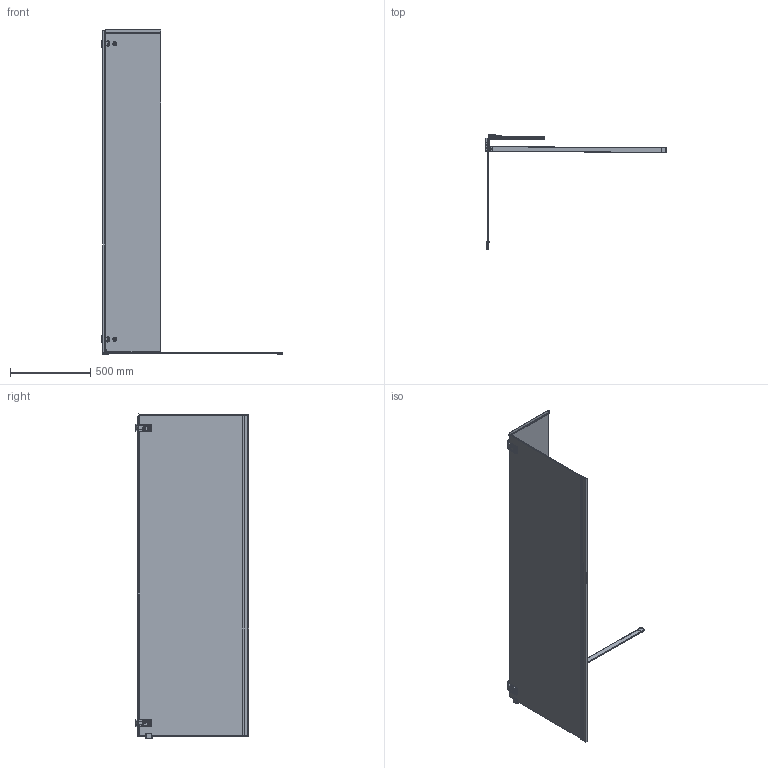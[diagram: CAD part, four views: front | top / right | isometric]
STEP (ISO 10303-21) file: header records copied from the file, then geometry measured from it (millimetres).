
FILE_DESCRIPTION((''),'2;1');
FILE_NAME('RBR1G_ASM','2019-12-12T',('admin'),(''),'PRO/ENGINEER BY PARAMETRIC TECHNOLOGY CORPORATION, 2010280','PRO/ENGINEER BY PARAMETRIC TECHNOLOGY CORPORATION, 2010280','');
FILE_SCHEMA(('CONFIG_CONTROL_DESIGN'));
Length unit declared in the file: millimetre
Products named in the file (25): RA058_1; RA273_1; RA288_4; RA447_2; C4_ASM_2_ASM; C5_ASM_2_ASM; MC288_1; SA292_1; MC288_ASM_1_ASM; RA280A_ASM_3_ASM; RA057A; MC349_1; RA160_1; SW315-10_1; PB257X895_1; CK154_1; CK155_1; DE053_1; DC279_1; DE052_ASM_1_ASM; CK319_1; M5X5_1; CK112_ASM_1_ASM; RBR1GA_ASM; RBR1G_ASM
Assembly tree (31 placements, depth 5):
  RBR1G_ASM
    RBR1GA_ASM
      RA058_1
      RA280A_ASM_3_ASM  x2
        C4_ASM_2_ASM
          RA273_1
          RA288_4
          RA447_2
        C5_ASM_2_ASM
          RA273_1
          RA447_2
        MC288_ASM_1_ASM
          MC288_1
          SA292_1
      RA057A
      MC349_1
      RA160_1
      SW315-10_1  x2
      CK112_ASM_1_ASM
        PB257X895_1
        CK154_1
        CK155_1
        DE052_ASM_1_ASM  x2
          DE053_1
          DC279_1
        CK319_1
        M5X5_1  x2
Bounding box: 1127.41 x 707.36 x 2022.35 mm (x, y, z)
Volume: 16823341.2 mm3; surface area: 4983121.9 mm2
Topology: 34 solids, 35 shells, 2639 faces, 7117 edges, 4460 vertices
Faces by surface type: plane 1136, cylinder 875, torus 215, sphere 160, bspline 157, cone 96
Entity records: 44004 total; most frequent: CARTESIAN_POINT 15788, ORIENTED_EDGE 5862, DIRECTION 5854, EDGE_CURVE 2933, AXIS2_PLACEMENT_3D 2083, VERTEX_POINT 1885, VECTOR 1688, LINE 1688
